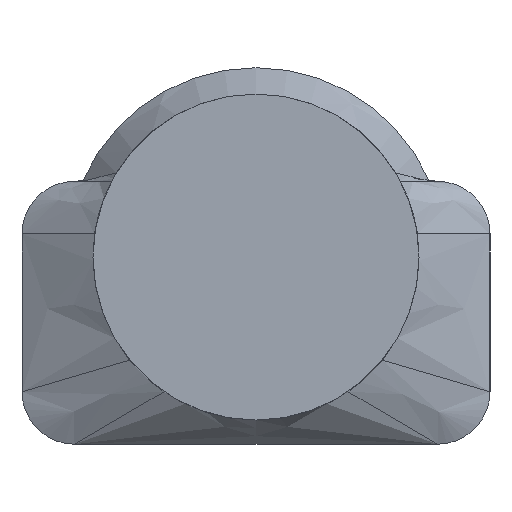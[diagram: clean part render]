
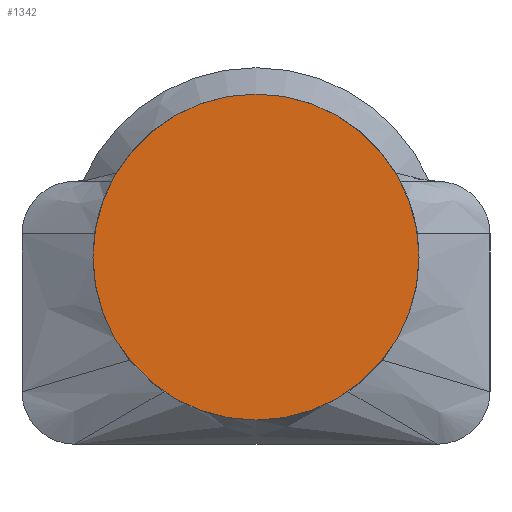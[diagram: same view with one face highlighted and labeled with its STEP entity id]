
A CAD part, left-side view. The second image highlights one B-rep face of the part: STEP entity #1342.
In plain terms, the highlighted planar face has unit normal (-1, 0, 0).
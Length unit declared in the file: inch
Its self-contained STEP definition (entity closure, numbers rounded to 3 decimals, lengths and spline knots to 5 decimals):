
#361=CARTESIAN_POINT('',(-0.54,0.,
-0.001));
#362=DIRECTION('',(-1.,0.,0.));
#363=DIRECTION('',(0.,-1.,0.));
#364=AXIS2_PLACEMENT_3D('',#361,#362,#363);
#366=CARTESIAN_POINT('',(-0.54,0.,
-0.001));
#367=DIRECTION('',(-1.,0.,0.));
#368=DIRECTION('',(0.,0.,-1.));
#369=AXIS2_PLACEMENT_3D('',#366,#367,#368);
#371=CARTESIAN_POINT('',(-0.54,0.,
-0.001));
#372=DIRECTION('',(-1.,0.,0.));
#373=DIRECTION('',(0.,1.,0.));
#374=AXIS2_PLACEMENT_3D('',#371,#372,#373);
#376=CARTESIAN_POINT('',(-0.54,0.,
-0.001));
#377=DIRECTION('',(-1.,0.,0.));
#378=DIRECTION('',(0.,0.,1.));
#379=AXIS2_PLACEMENT_3D('',#376,#377,#378);
#737=CARTESIAN_POINT('',(-0.54,0.,
-0.156));
#739=VERTEX_POINT('',#737);
#741=CARTESIAN_POINT('',(-0.54,0.,
0.154));
#743=VERTEX_POINT('',#741);
#745=CARTESIAN_POINT('',(-0.54,0.155,
-0.001));
#746=VERTEX_POINT('',#745);
#747=CARTESIAN_POINT('',(-0.54,-0.155,
-0.001));
#748=VERTEX_POINT('',#747);
#1329=CARTESIAN_POINT('',(-0.54,0.,
-0.001));
#1330=DIRECTION('',(-1.,0.,0.));
#1331=DIRECTION('',(0.,0.,1.));
#1332=AXIS2_PLACEMENT_3D('',#1329,#1330,#1331);
#1333=PLANE('',#1332);
#1334=ORIENTED_EDGE('',*,*,#1309,.F.);
#1335=ORIENTED_EDGE('',*,*,#1307,.F.);
#1337=ORIENTED_EDGE('',*,*,#1336,.F.);
#1339=ORIENTED_EDGE('',*,*,#1338,.F.);
#1340=EDGE_LOOP('',(#1334,#1335,#1337,#1339));
#1341=FACE_OUTER_BOUND('',#1340,.F.);
#1342=ADVANCED_FACE('',(#1341),#1333,.T.);
#365=CIRCLE('',#364,0.155);
#370=CIRCLE('',#369,0.155);
#375=CIRCLE('',#374,0.155);
#380=CIRCLE('',#379,0.155);
#1307=EDGE_CURVE('',#739,#748,#370,.T.);
#1309=EDGE_CURVE('',#748,#743,#365,.T.);
#1336=EDGE_CURVE('',#746,#739,#375,.T.);
#1338=EDGE_CURVE('',#743,#746,#380,.T.);
